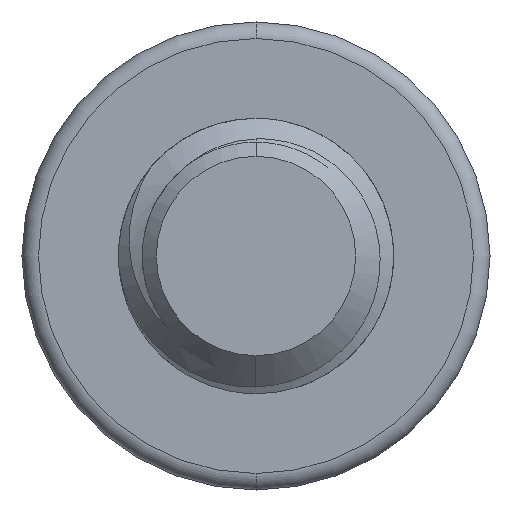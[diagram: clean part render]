
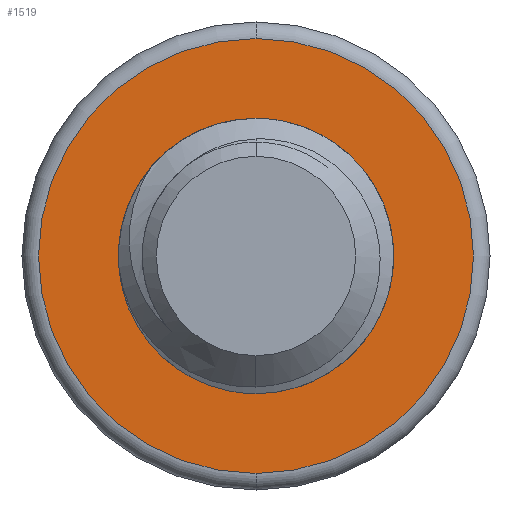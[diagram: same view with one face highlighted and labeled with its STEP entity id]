
A CAD part, front view. The second image highlights one B-rep face of the part: STEP entity #1519.
In plain terms, the highlighted planar face has unit normal (0, -1, 0).
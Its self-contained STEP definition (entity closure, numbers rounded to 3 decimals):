
#350 = CARTESIAN_POINT ( 'NONE',  ( 0., 40., 2.5 ) ) ;
#525 = FACE_BOUND ( 'NONE', #4353, .T. ) ;
#836 = EDGE_CURVE ( 'NONE', #2073, #4562, #1340, .T. ) ;
#1145 = CARTESIAN_POINT ( 'NONE',  ( 0., 40., 0. ) ) ;
#1262 = DIRECTION ( 'NONE',  ( 0., 0., 1. ) ) ;
#1340 = CIRCLE ( 'NONE', #2279, 2.5 ) ;
#1410 = EDGE_CURVE ( 'NONE', #3328, #1616, #5666, .T. ) ;
#1474 = AXIS2_PLACEMENT_3D ( 'NONE', #1145, #3987, #3872 ) ;
#1485 = AXIS2_PLACEMENT_3D ( 'NONE', #6805, #4032, #1262 ) ;
#1519 = ADVANCED_FACE ( 'NONE', ( #2804, #525 ), #4882, .F. ) ;
#1616 = VERTEX_POINT ( 'NONE', #4954 ) ;
#1673 = DIRECTION ( 'NONE',  ( 0., -1., 0. ) ) ;
#2073 = VERTEX_POINT ( 'NONE', #4166 ) ;
#2247 = EDGE_CURVE ( 'NONE', #1616, #3328, #7059, .T. ) ;
#2249 = DIRECTION ( 'NONE',  ( 0., 0., 1. ) ) ;
#2279 = AXIS2_PLACEMENT_3D ( 'NONE', #6957, #3032, #4085 ) ;
#2510 = AXIS2_PLACEMENT_3D ( 'NONE', #3308, #6700, #5533 ) ;
#2804 = FACE_OUTER_BOUND ( 'NONE', #3035, .T. ) ;
#3032 = DIRECTION ( 'NONE',  ( 0., 1., 0. ) ) ;
#3035 = EDGE_LOOP ( 'NONE', ( #6526, #3128 ) ) ;
#3128 = ORIENTED_EDGE ( 'NONE', *, *, #1410, .T. ) ;
#3308 = CARTESIAN_POINT ( 'NONE',  ( 0., 40., 0. ) ) ;
#3328 = VERTEX_POINT ( 'NONE', #6038 ) ;
#3872 = DIRECTION ( 'NONE',  ( 0., 0., 1. ) ) ;
#3987 = DIRECTION ( 'NONE',  ( 0., -1., 0. ) ) ;
#4032 = DIRECTION ( 'NONE',  ( 0., 1., 0. ) ) ;
#4057 = EDGE_CURVE ( 'NONE', #4562, #2073, #5678, .T. ) ;
#4085 = DIRECTION ( 'NONE',  ( 0., 0., 1. ) ) ;
#4166 = CARTESIAN_POINT ( 'NONE',  ( 0., 40., -2.5 ) ) ;
#4353 = EDGE_LOOP ( 'NONE', ( #5356, #7152 ) ) ;
#4562 = VERTEX_POINT ( 'NONE', #350 ) ;
#4882 = PLANE ( 'NONE',  #2510 ) ;
#4954 = CARTESIAN_POINT ( 'NONE',  ( 0., 40., 3.95 ) ) ;
#5356 = ORIENTED_EDGE ( 'NONE', *, *, #836, .T. ) ;
#5533 = DIRECTION ( 'NONE',  ( 0., 0., 1. ) ) ;
#5666 = CIRCLE ( 'NONE', #6828, 3.95 ) ;
#5678 = CIRCLE ( 'NONE', #1485, 2.5 ) ;
#6038 = CARTESIAN_POINT ( 'NONE',  ( 0., 40., -3.95 ) ) ;
#6526 = ORIENTED_EDGE ( 'NONE', *, *, #2247, .T. ) ;
#6700 = DIRECTION ( 'NONE',  ( 0., 1., 0. ) ) ;
#6805 = CARTESIAN_POINT ( 'NONE',  ( 0., 40., 0. ) ) ;
#6828 = AXIS2_PLACEMENT_3D ( 'NONE', #7138, #1673, #2249 ) ;
#6957 = CARTESIAN_POINT ( 'NONE',  ( 0., 40., 0. ) ) ;
#7059 = CIRCLE ( 'NONE', #1474, 3.95 ) ;
#7138 = CARTESIAN_POINT ( 'NONE',  ( 0., 40., 0. ) ) ;
#7152 = ORIENTED_EDGE ( 'NONE', *, *, #4057, .T. ) ;
